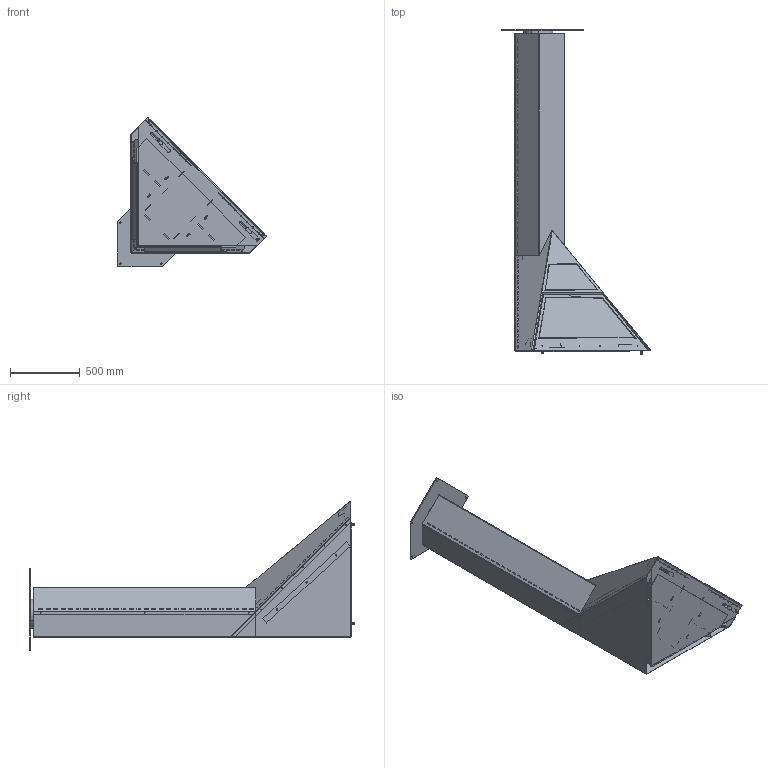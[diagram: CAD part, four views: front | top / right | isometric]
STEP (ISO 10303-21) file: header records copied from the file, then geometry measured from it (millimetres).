
FILE_DESCRIPTION (( 'STEP AP203' ), '1' );
FILE_NAME ('admeto rincon suspendida techo.STEP', '2018-07-12T08:50:28', ( '' ), ( '' ), 'SwSTEP 2.0', 'SolidWorks 2016', '' );
FILE_SCHEMA (( 'CONFIG_CONTROL_DESIGN' ));
Length unit declared in the file: millimetre
Products named in the file (35): base suport; lateral; tub recobriment; suport junta; pom; frontal; vidre superior; Reixa_inferior; refuerzo puerta; Simetríalateral; vidre porta; Reixa_superior; frontal reja; porta; admeto raco; Reixa; base reixa; base; tapa posterior; unio tubos; registre; fondo base; fondo; tapa tub; anclatge sostre; pern electrosoldat_M5 L11; soporte reja_refor‡ base; base foc; tub interior; admeto rincon suspendida techo; pom registre; sortida fums; suport; 2 combustio; vermaculite
Assembly tree (38 placements, depth 4):
  admeto rincon suspendida techo
    admeto raco
      lateral
      frontal
      Simetríalateral
      porta
      base
      fondo
      base foc
      suport
      base suport
      pom
      refuerzo puerta
      frontal reja
      base reixa
      fondo base
      soporte reja_refor‡ base
      sortida fums
      vermaculite  x2
      suport junta
      Reixa
        Reixa_inferior
        Reixa_superior
      registre  x2
      pern electrosoldat_M5 L11  x2
      pom registre  x2
      2 combustio
      tub recobriment
      vidre superior
      vidre porta
    tapa posterior
    tapa tub
    tub interior
    unio tubos
    anclatge sostre
Bounding box: 1066.79 x 2323 x 1066.79 mm (x, y, z)
Volume: 29831543.1 mm3; surface area: 17097486.2 mm2
Topology: 36 solids, 36 shells, 1551 faces, 4118 edges, 2648 vertices
Faces by surface type: plane 878, cylinder 602, bspline 67, cone 4
Entity records: 56401 total; most frequent: CARTESIAN_POINT 13429, ORIENTED_EDGE 8120, DIRECTION 7904, EDGE_CURVE 4060, VECTOR 2724, LINE 2724, VERTEX_POINT 2610, AXIS2_PLACEMENT_3D 2590
